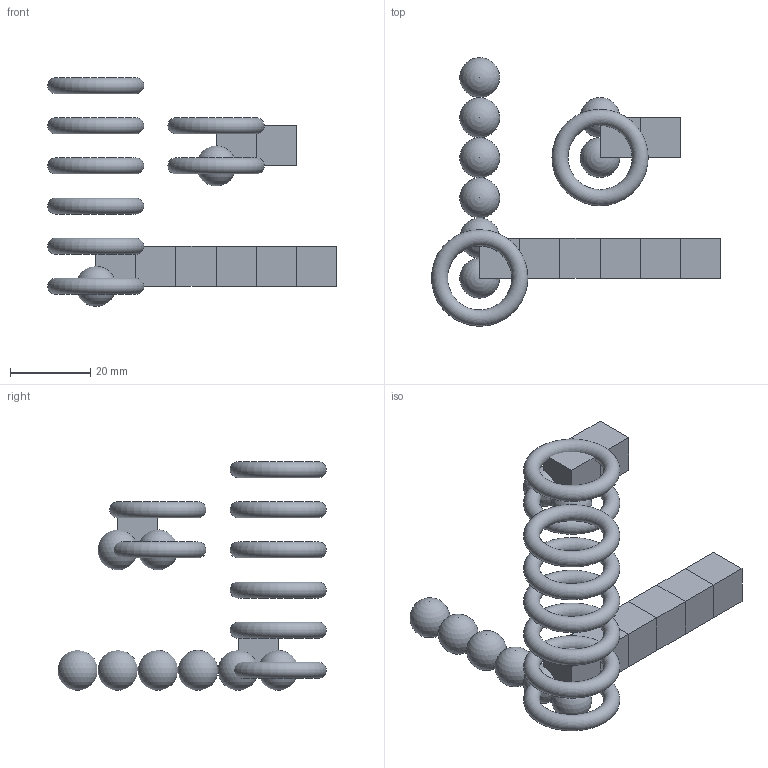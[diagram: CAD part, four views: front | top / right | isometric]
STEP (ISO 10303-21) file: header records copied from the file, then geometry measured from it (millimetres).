
FILE_DESCRIPTION(('FreeCAD Model'),'2;1');
FILE_NAME('basic_shapes.stp','2021-01-14T16:56:45',('Author'),(''), 'Open CASCADE STEP processor 7.3','FreeCAD','Unknown');
FILE_SCHEMA(('AUTOMOTIVE_DESIGN { 1 0 10303 214 1 1 1 1 }'));
Length unit declared in the file: millimetre
Products named in the file (33): Assembly_1; Cube_1_1; Sphere_1_2; Torus_1_3; Assembly_2; Cube_2_1; Sphere_2_2; Torus_2_3; Assembly_2_4; Cube_2_4_1; Torus_2_4_2; Sphere_2_4_3; Assembly_3; Cube_3_1; Torus_3_2; Sphere_3_3; Assembly_3_4; Assembly_3_4_1; Cube_3_4_1_1; Sphere_3_4_1_2; Torus_3_4_1_3; Cube_4; Sphere_5; Torus_6; Assembly_7; Assembly_7_1; Cube_7_1_1; Torus_7_1_2; Sphere_7_1_3; Assembly_7_2; Cube_7_2_1; Torus_7_2_2; Sphere_7_2_3
Assembly tree (26 placements, depth 4):
  Assembly_1
    Cube_1_1
    Sphere_1_2
    Torus_1_3
  Assembly_2
    Cube_2_1
    Sphere_2_2
    Torus_2_3
    Assembly_2_4
      Cube_2_4_1
      Torus_2_4_2
      Sphere_2_4_3
  Assembly_3
    Cube_3_1
    Torus_3_2
    Sphere_3_3
    Assembly_3_4
      Assembly_3_4_1
        Cube_3_4_1_1
        Sphere_3_4_1_2
        Torus_3_4_1_3
  Cube_4
  Sphere_5
Bounding box: 72 x 66.96 x 57 mm (x, y, z)
Volume: 18505.3 mm3; surface area: 13629.8 mm2
Topology: 24 solids, 24 shells, 64 faces, 136 edges, 88 vertices
Faces by surface type: plane 48, sphere 8, torus 8
Entity records: 3393 total; most frequent: DIRECTION 470, CARTESIAN_POINT 459, LINE 288, VECTOR 288, ORIENTED_EDGE 192, PCURVE 192, DEFINITIONAL_REPRESENTATION 192, EDGE_CURVE 96
